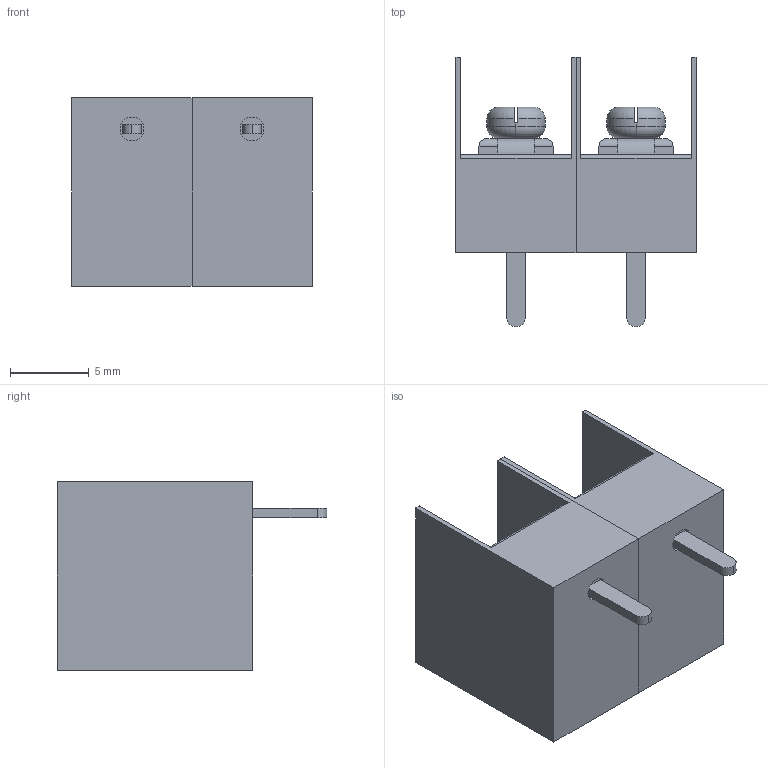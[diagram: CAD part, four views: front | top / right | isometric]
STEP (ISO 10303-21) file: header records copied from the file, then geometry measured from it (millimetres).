
FILE_DESCRIPTION (( 'STEP AP214' ), '1' );
FILE_NAME ('KF7.62-2P.STEP', '2024-08-06T21:57:25', ( '' ), ( '' ), 'SwSTEP 2.0', 'SolidWorks 2020', '' );
FILE_SCHEMA (( 'AUTOMOTIVE_DESIGN' ));
Length unit declared in the file: inch
Products named in the file (2): KF7.62-1P; KF7.62-2P
Assembly tree (2 placements, depth 2):
  KF7.62-2P
    KF7.62-1P  x2
Bounding box: 15.24 x 17.1 x 12 mm (x, y, z)
Volume: 1288.2 mm3; surface area: 2195.5 mm2
Topology: 8 solids, 8 shells, 176 faces, 450 edges, 296 vertices
Faces by surface type: plane 116, cylinder 48, torus 12
Entity records: 2820 total; most frequent: CARTESIAN_POINT 538, DIRECTION 455, ORIENTED_EDGE 450, EDGE_CURVE 225, LINE 157, VECTOR 157, AXIS2_PLACEMENT_3D 149, VERTEX_POINT 148
